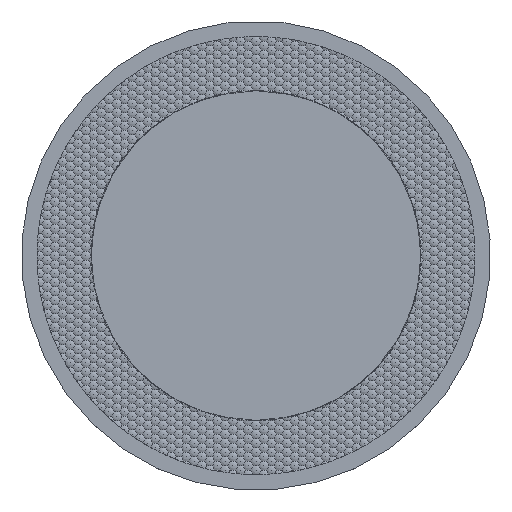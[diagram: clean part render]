
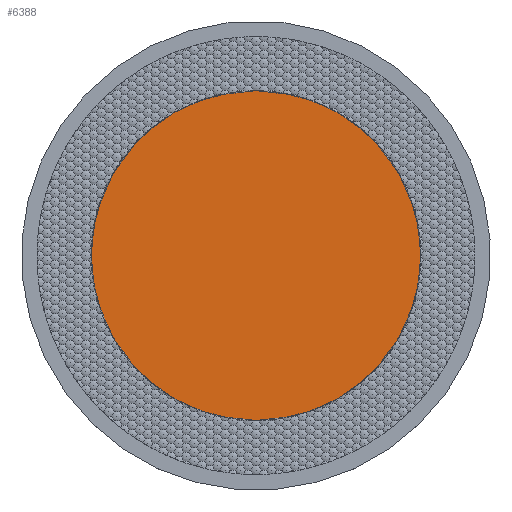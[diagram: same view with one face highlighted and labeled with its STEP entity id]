
A CAD part, top view. The second image highlights one B-rep face of the part: STEP entity #6388.
In plain terms, the highlighted planar face has unit normal (0, 0, 1).
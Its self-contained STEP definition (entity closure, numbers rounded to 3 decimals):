
#1875=PLANE('',#32700);
#2763=CIRCLE('',#32699,14.75);
#6388=ADVANCED_FACE('',(#8325),#1875,.T.);
#8325=FACE_OUTER_BOUND('',#10132,.T.);
#10132=EDGE_LOOP('',(#14697));
#14697=ORIENTED_EDGE('',*,*,#26801,.T.);
#22742=VERTEX_POINT('',#65730);
#26801=EDGE_CURVE('',#22742,#22742,#2763,.T.);
#32699=AXIS2_PLACEMENT_3D('',#65729,#39022,#39023);
#32700=AXIS2_PLACEMENT_3D('',#65731,#39024,#39025);
#39022=DIRECTION('',(0.,0.,1.));
#39023=DIRECTION('',(1.,0.,0.));
#39024=DIRECTION('',(0.,0.,1.));
#39025=DIRECTION('',(-1.,0.,0.));
#65729=CARTESIAN_POINT('',(0.,0.,9.62));
#65730=CARTESIAN_POINT('',(14.75,0.,9.62));
#65731=CARTESIAN_POINT('',(0.,0.,9.62));
